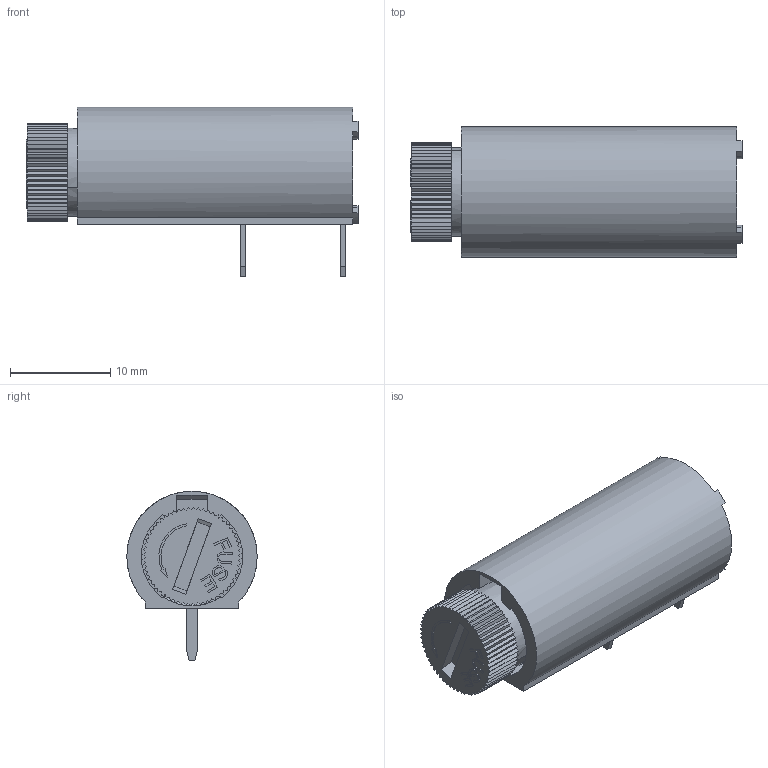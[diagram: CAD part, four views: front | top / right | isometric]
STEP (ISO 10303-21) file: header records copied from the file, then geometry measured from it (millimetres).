
FILE_DESCRIPTION(('FreeCAD Model'),'2;1');
FILE_NAME('Open CASCADE Shape Model','2023-08-28T17:30:22',( 'kicad StepUp'),('ksu MCAD'),'Open CASCADE STEP processor 7.6', 'FreeCAD','Unknown');
FILE_SCHEMA(('AUTOMOTIVE_DESIGN { 1 0 10303 214 1 1 1 1 }'));
Length unit declared in the file: millimetre
Products named in the file (1): 696310001002
Bounding box: 33.1 x 13 x 16.9 mm (x, y, z)
Volume: 3668.5 mm3; surface area: 2130.2 mm2
Topology: 1 solids, 1 shells, 367 faces, 1063 edges, 712 vertices
Faces by surface type: plane 344, cylinder 18, cone 5
Entity records: 14501 total; most frequent: CARTESIAN_POINT 2143, ORIENTED_EDGE 2126, DIRECTION 1870, EDGE_CURVE 1063, LINE 992, VECTOR 992, VERTEX_POINT 712, AXIS2_PLACEMENT_3D 439
